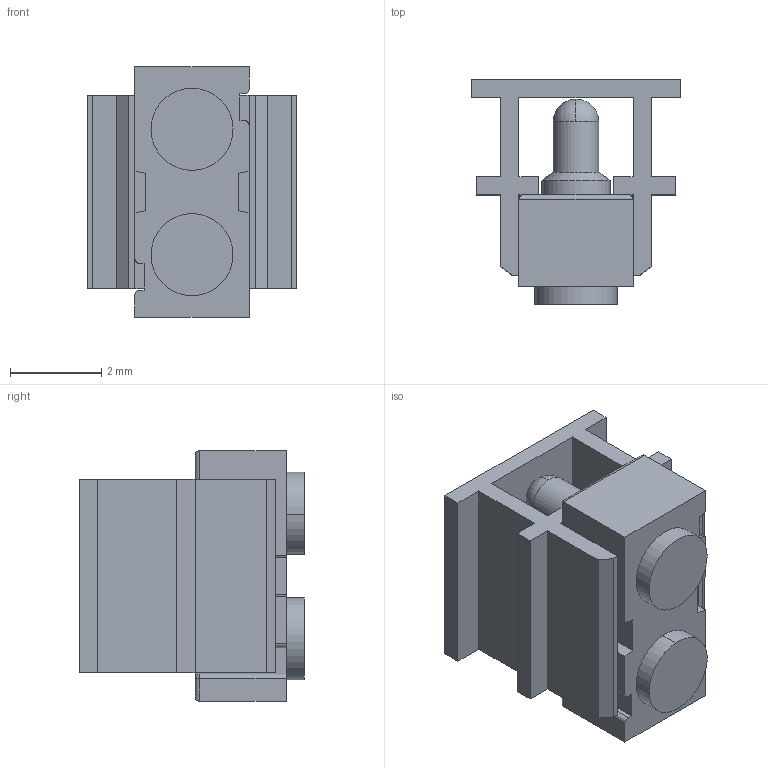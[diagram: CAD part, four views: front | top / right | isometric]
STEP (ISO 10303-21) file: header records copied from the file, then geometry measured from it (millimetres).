
FILE_DESCRIPTION (( 'STEP AP214' ), '1' );
FILE_NAME ('UEBK-12548_2018_02_13_mitAufsatz.STEP', '2018-02-13T08:33:19', ( '' ), ( '' ), 'SwSTEP 2.0', 'SolidWorks 2017', '' );
FILE_SCHEMA (( 'AUTOMOTIVE_DESIGN' ));
Length unit declared in the file: millimetre
Products named in the file (5): UEBK-12778; UEBK-12548-Aufsatz; UEBK-12548_2018_02_13_mitAufsatz; UEBK-12548-Gehäuse; UEBK-12548_2018_02_13
Assembly tree (5 placements, depth 3):
  UEBK-12548_2018_02_13_mitAufsatz
    UEBK-12548-Aufsatz
    UEBK-12548_2018_02_13
      UEBK-12548-Gehäuse
      UEBK-12778  x2
Bounding box: 4.6 x 4.93 x 5.5 mm (x, y, z)
Volume: 56.3 mm3; surface area: 253.3 mm2
Topology: 4 solids, 4 shells, 124 faces, 320 edges, 194 vertices
Faces by surface type: plane 66, cylinder 42, sphere 12, cone 4
Entity records: 3516 total; most frequent: CARTESIAN_POINT 620, DIRECTION 574, ORIENTED_EDGE 568, EDGE_CURVE 284, LINE 212, VECTOR 212, AXIS2_PLACEMENT_3D 181, VERTEX_POINT 179
